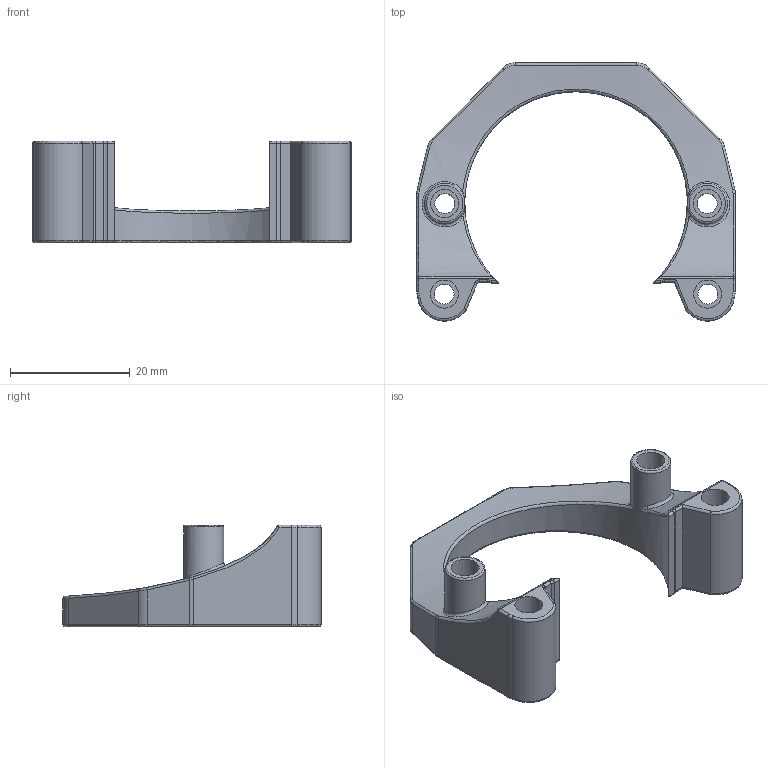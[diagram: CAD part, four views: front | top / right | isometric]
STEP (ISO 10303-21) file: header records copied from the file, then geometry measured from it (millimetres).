
FILE_DESCRIPTION(/* description */ ('','CAx-IF Rec.Pracs.---Representation and Presentation of Product Manufacturing Information (PMI)---4.0---2014-10-13'),/* implementation_level */ '2;1');
FILE_NAME(/* name */ '0 Deg Mount.step',/* time_stamp */ '2024-12-16T10:52:11-05:00',/* author */ (''),/* organization */ (''),/* preprocessor_version */ 'ST-DEVELOPER v20',/* originating_system */ 'Autodesk Translation Framework v13.20.0.188',/* authorisation */ '');
FILE_SCHEMA (('AP242_MANAGED_MODEL_BASED_3D_ENGINEERING_MIM_LF { 1 0 10303 442 1 1 4 }'));
Length unit declared in the file: millimetre
Products named in the file (1): 0 Deg Mount
Bounding box: 53.24 x 43.11 x 17 mm (x, y, z)
Volume: 7533 mm3; surface area: 5009.3 mm2
Topology: 1 solids, 1 shells, 181 faces, 427 edges, 252 vertices
Faces by surface type: plane 70, cylinder 55, torus 27, bspline 23, sphere 6
Full cylindrical faces by diameter (mm): 3.3 x4, 4.7 x8
Entity records: 6450 total; most frequent: CARTESIAN_POINT 2372, ORIENTED_EDGE 854, DIRECTION 827, EDGE_CURVE 427, AXIS2_PLACEMENT_3D 320, VERTEX_POINT 252, EDGE_LOOP 193, LINE 187
